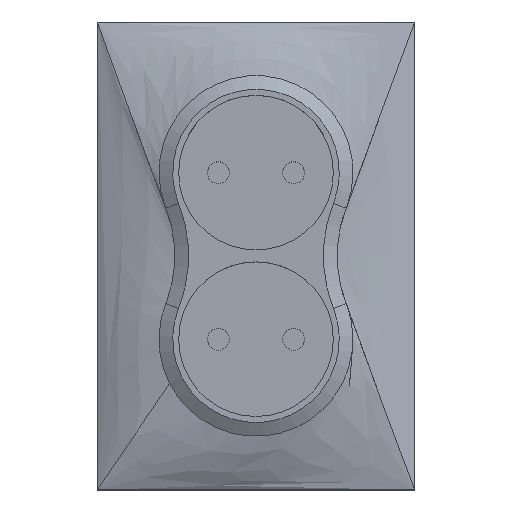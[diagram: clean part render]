
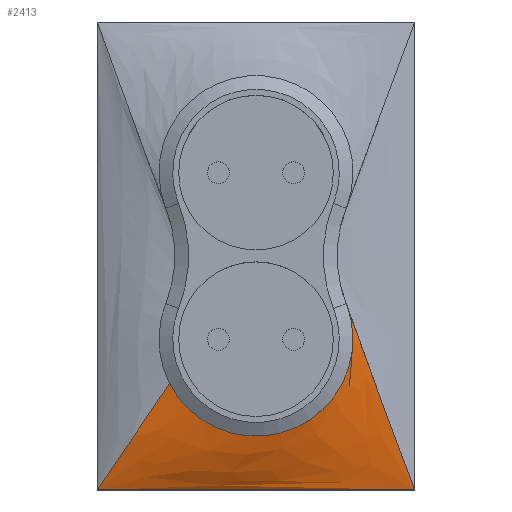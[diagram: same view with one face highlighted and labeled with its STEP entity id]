
A CAD part, top view. The second image highlights one B-rep face of the part: STEP entity #2413.
In plain terms, the highlighted free-form (B-spline) face has degree [3, 3] with [13, 4] control points.
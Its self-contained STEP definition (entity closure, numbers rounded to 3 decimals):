
#30 = CARTESIAN_POINT ( 'NONE',  ( 27.7, -30.764, 11.998 ) ) ;
#39 = CARTESIAN_POINT ( 'NONE',  ( 12.574, -52.294, 9.99 ) ) ;
#63 = CARTESIAN_POINT ( 'NONE',  ( -20., -59., 7. ) ) ;
#81 = CARTESIAN_POINT ( 'NONE',  ( -21.785, -32.132, 13. ) ) ;
#198 = CARTESIAN_POINT ( 'NONE',  ( 40., -59., 7. ) ) ;
#274 = LINE ( 'NONE', #3866, #369 ) ;
#369 = VECTOR ( 'NONE', #3833, 1000. ) ;
#376 = CARTESIAN_POINT ( 'NONE',  ( 28.41, -27.804, 11.998 ) ) ;
#398 = CARTESIAN_POINT ( 'NONE',  ( 35., -59., 7. ) ) ;
#414 = CARTESIAN_POINT ( 'NONE',  ( 10.321, -43.839, 13. ) ) ;
#431 = CARTESIAN_POINT ( 'NONE',  ( -19.612, -46.917, 11.998 ) ) ;
#441 = CARTESIAN_POINT ( 'NONE',  ( -34.044, -50.215, 9.99 ) ) ;
#510 = EDGE_CURVE ( 'NONE', #2026, #1781, #274, .T. ) ;
#589 = EDGE_CURVE ( 'NONE', #2151, #2026, #2594, .T. ) ;
#651 = FACE_OUTER_BOUND ( 'NONE', #3678, .T. ) ;
#673 = CIRCLE ( 'NONE', #1934, 24.464 ) ;
#776 = CARTESIAN_POINT ( 'NONE',  ( 25.858, -34.905, 11.998 ) ) ;
#785 = CARTESIAN_POINT ( 'NONE',  ( 3.325, -54.117, 9.99 ) ) ;
#797 = CARTESIAN_POINT ( 'NONE',  ( -28.333, -59., 7. ) ) ;
#1007 = EDGE_CURVE ( 'NONE', #1042, #2151, #673, .T. ) ;
#1031 = CARTESIAN_POINT ( 'NONE',  ( 22.751, -12.007, 13. ) ) ;
#1042 = VERTEX_POINT ( 'NONE', #1594 ) ;
#1107 = CARTESIAN_POINT ( 'NONE',  ( 22.751, -12.007, 13. ) ) ;
#1120 = CARTESIAN_POINT ( 'NONE',  ( 34.135, -43.506, 9.99 ) ) ;
#1128 = CARTESIAN_POINT ( 'NONE',  ( 28.333, -59., 7. ) ) ;
#1147 = CARTESIAN_POINT ( 'NONE',  ( 1.096, -46.039, 13. ) ) ;
#1167 = CARTESIAN_POINT ( 'NONE',  ( -24.691, -43.895, 11.998 ) ) ;
#1192 = ORIENTED_EDGE ( 'NONE', *, *, #510, .T. ) ;
#1351 = DIRECTION ( 'NONE',  ( -1., 0., 0. ) ) ;
#1407 = CARTESIAN_POINT ( 'NONE',  ( 34.135, -43.506, 9.99 ) ) ;
#1456 = EDGE_CURVE ( 'NONE', #1042, #1781, #3173, .T. ) ;
#1473 = CARTESIAN_POINT ( 'NONE',  ( 23.322, -13.45, 13. ) ) ;
#1489 = CARTESIAN_POINT ( 'NONE',  ( 22.062, -40.074, 11.998 ) ) ;
#1501 = CARTESIAN_POINT ( 'NONE',  ( -6.417, -54.85, 9.99 ) ) ;
#1514 = CARTESIAN_POINT ( 'NONE',  ( -35., -59., 7. ) ) ;
#1594 = CARTESIAN_POINT ( 'NONE',  ( 22.751, -12.007, 13. ) ) ;
#1617 = DIRECTION ( 'NONE',  ( 0., 0., -1. ) ) ;
#1628 = CARTESIAN_POINT ( 'NONE',  ( 0., -21., 13. ) ) ;
#1668 = CARTESIAN_POINT ( 'NONE',  ( -21.785, -32.132, 13. ) ) ;
#1781 = VERTEX_POINT ( 'NONE', #198 ) ;
#1794 = CARTESIAN_POINT ( 'NONE',  ( 33.214, -43.988, 9.99 ) ) ;
#1802 = CARTESIAN_POINT ( 'NONE',  ( 20., -59., 7. ) ) ;
#1811 = CARTESIAN_POINT ( 'NONE',  ( -8.287, -44.654, 13. ) ) ;
#1826 = CARTESIAN_POINT ( 'NONE',  ( -26.92, -42.143, 11.998 ) ) ;
#1851 = CARTESIAN_POINT ( 'NONE',  ( -40., -59., 7. ) ) ;
#1860 = CARTESIAN_POINT ( 'NONE',  ( -21.785, -32.132, 13. ) ) ;
#1934 = AXIS2_PLACEMENT_3D ( 'NONE', #1628, #1617, #1351 ) ;
#1942 = CARTESIAN_POINT ( 'NONE',  ( -34.044, -50.215, 9.99 ) ) ;
#2026 = VERTEX_POINT ( 'NONE', #3093 ) ;
#2028 = B_SPLINE_SURFACE_WITH_KNOTS ( 'NONE', 3, 3, ( 
 ( #1107, #376, #1120, #3261 ),
 ( #1473, #3567, #1794, #3871 ),
 ( #2090, #30, #2398, #398 ),
 ( #2694, #776, #2974, #1128 ),
 ( #3272, #1489, #3576, #1802 ),
 ( #3884, #2103, #39, #2408 ),
 ( #414, #2702, #785, #2987 ),
 ( #1147, #3280, #1501, #3594 ),
 ( #1811, #3892, #2114, #63 ),
 ( #2418, #431, #2721, #797 ),
 ( #2996, #1167, #3298, #1514 ),
 ( #3608, #1826, #3903, #2126 ),
 ( #81, #2435, #441, #2738 ) ),
 .UNSPECIFIED., .F., .F., .F.,
 ( 4, 1, 1, 1, 1, 1, 1, 1, 1, 1, 4 ),
 ( 4, 4 ),
 ( 0.744, 0.76, 0.776, 0.808, 0.84, 0.872, 0.904, 0.936, 0.968, 0.984, 1. ),
 ( 0., 1. ),
 .UNSPECIFIED. ) ;
#2090 = CARTESIAN_POINT ( 'NONE',  ( 24.186, -16.446, 13. ) ) ;
#2095 = ORIENTED_EDGE ( 'NONE', *, *, #1456, .F. ) ;
#2103 = CARTESIAN_POINT ( 'NONE',  ( 15.288, -45.379, 11.998 ) ) ;
#2114 = CARTESIAN_POINT ( 'NONE',  ( -16.212, -54.389, 9.99 ) ) ;
#2126 = CARTESIAN_POINT ( 'NONE',  ( -38.333, -59., 7. ) ) ;
#2151 = VERTEX_POINT ( 'NONE', #1668 ) ;
#2255 = ORIENTED_EDGE ( 'NONE', *, *, #1007, .T. ) ;
#2300 = CARTESIAN_POINT ( 'NONE',  ( -27.947, -41.222, 11.998 ) ) ;
#2398 = CARTESIAN_POINT ( 'NONE',  ( 31.28, -44.986, 9.99 ) ) ;
#2408 = CARTESIAN_POINT ( 'NONE',  ( 10., -59., 7. ) ) ;
#2413 = ADVANCED_FACE ( 'NONE', ( #651 ), #2028, .T. ) ;
#2418 = CARTESIAN_POINT ( 'NONE',  ( -15.116, -40.676, 13. ) ) ;
#2435 = CARTESIAN_POINT ( 'NONE',  ( -27.947, -41.222, 11.998 ) ) ;
#2594 = B_SPLINE_CURVE_WITH_KNOTS ( 'NONE', 3,
 ( #1860, #2300, #1942, #1851 ),
 .UNSPECIFIED., .F., .F.,
 ( 4, 4 ),
 ( 0., 1. ),
 .UNSPECIFIED. ) ;
#2614 = CARTESIAN_POINT ( 'NONE',  ( 28.41, -27.804, 11.998 ) ) ;
#2694 = CARTESIAN_POINT ( 'NONE',  ( 24.756, -22.658, 13. ) ) ;
#2702 = CARTESIAN_POINT ( 'NONE',  ( 6.79, -49.026, 11.998 ) ) ;
#2721 = CARTESIAN_POINT ( 'NONE',  ( -24.043, -53.063, 9.99 ) ) ;
#2738 = CARTESIAN_POINT ( 'NONE',  ( -40., -59., 7. ) ) ;
#2974 = CARTESIAN_POINT ( 'NONE',  ( 27.025, -47.057, 9.99 ) ) ;
#2987 = CARTESIAN_POINT ( 'NONE',  ( 0., -59., 7. ) ) ;
#2996 = CARTESIAN_POINT ( 'NONE',  ( -19.401, -36.143, 13. ) ) ;
#3093 = CARTESIAN_POINT ( 'NONE',  ( -40., -59., 7. ) ) ;
#3153 = ORIENTED_EDGE ( 'NONE', *, *, #589, .T. ) ;
#3173 = B_SPLINE_CURVE_WITH_KNOTS ( 'NONE', 3,
 ( #1031, #2614, #1407, #3502 ),
 .UNSPECIFIED., .F., .F.,
 ( 4, 4 ),
 ( 0., 1. ),
 .UNSPECIFIED. ) ;
#3261 = CARTESIAN_POINT ( 'NONE',  ( 40., -59., 7. ) ) ;
#3272 = CARTESIAN_POINT ( 'NONE',  ( 23.229, -30.412, 13. ) ) ;
#3280 = CARTESIAN_POINT ( 'NONE',  ( -2.693, -50.493, 11.998 ) ) ;
#3298 = CARTESIAN_POINT ( 'NONE',  ( -29.916, -51.552, 9.99 ) ) ;
#3502 = CARTESIAN_POINT ( 'NONE',  ( 40., -59., 7. ) ) ;
#3567 = CARTESIAN_POINT ( 'NONE',  ( 28.235, -28.767, 11.998 ) ) ;
#3576 = CARTESIAN_POINT ( 'NONE',  ( 20.961, -49.641, 9.99 ) ) ;
#3594 = CARTESIAN_POINT ( 'NONE',  ( -10., -59., 7. ) ) ;
#3608 = CARTESIAN_POINT ( 'NONE',  ( -21.078, -33.514, 13. ) ) ;
#3678 = EDGE_LOOP ( 'NONE', ( #2255, #3153, #1192, #2095 ) ) ;
#3833 = DIRECTION ( 'NONE',  ( 1., 0., 0. ) ) ;
#3866 = CARTESIAN_POINT ( 'NONE',  ( -40., -59., 7. ) ) ;
#3871 = CARTESIAN_POINT ( 'NONE',  ( 38.333, -59., 7. ) ) ;
#3884 = CARTESIAN_POINT ( 'NONE',  ( 18.068, -38.369, 13. ) ) ;
#3892 = CARTESIAN_POINT ( 'NONE',  ( -12.282, -49.569, 11.998 ) ) ;
#3903 = CARTESIAN_POINT ( 'NONE',  ( -32.697, -50.676, 9.99 ) ) ;
